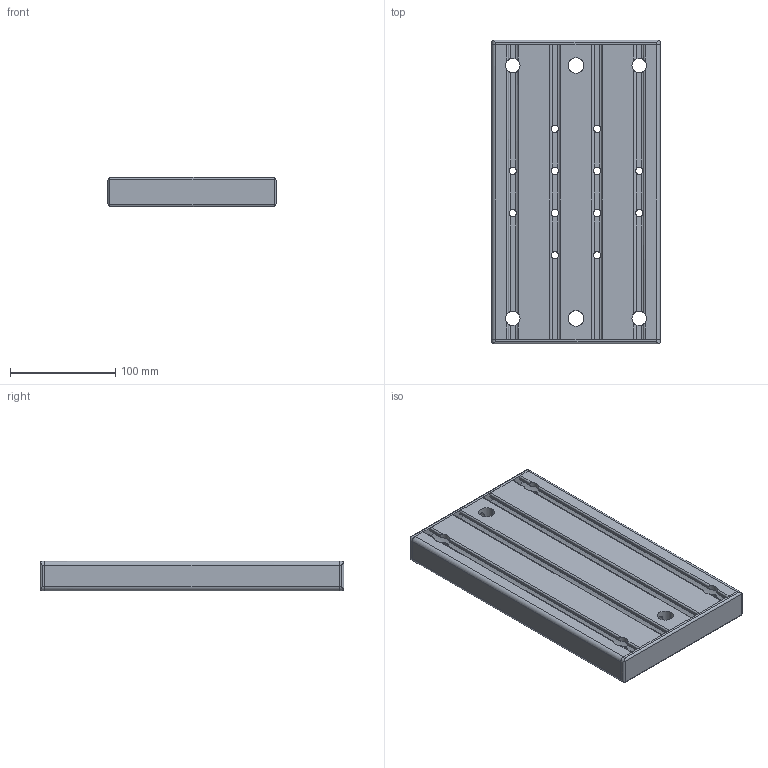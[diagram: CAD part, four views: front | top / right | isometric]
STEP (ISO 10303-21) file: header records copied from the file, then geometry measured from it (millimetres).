
FILE_DESCRIPTION (( 'STEP AP203' ), '1' );
FILE_NAME ('283500501_c_1.STEP', '2023-01-23T03:25:56', ( '' ), ( '' ), 'SwSTEP 2.0', 'SolidWorks 2014', '' );
FILE_SCHEMA (( 'CONFIG_CONTROL_DESIGN' ));
Length unit declared in the file: millimetre
Products named in the file (1): 283500501_c_1
Bounding box: 160 x 288 x 28 mm (x, y, z)
Surface area: 223343.4 mm2 (no closed solid volume)
Topology: 0 solids, 6 shells, 379 faces, 1141 edges, 759 vertices
Faces by surface type: cylinder 236, plane 123, cone 20
Full cylindrical faces by diameter (mm): 6.8 x5
Entity records: 17758 total; most frequent: CARTESIAN_POINT 7616, ORIENTED_EDGE 2278, DIRECTION 1897, EDGE_CURVE 1146, VERTEX_POINT 764, AXIS2_PLACEMENT_3D 688, VECTOR 521, LINE 521
